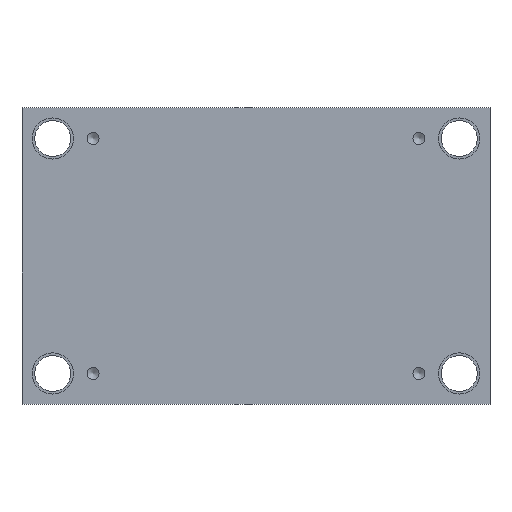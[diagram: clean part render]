
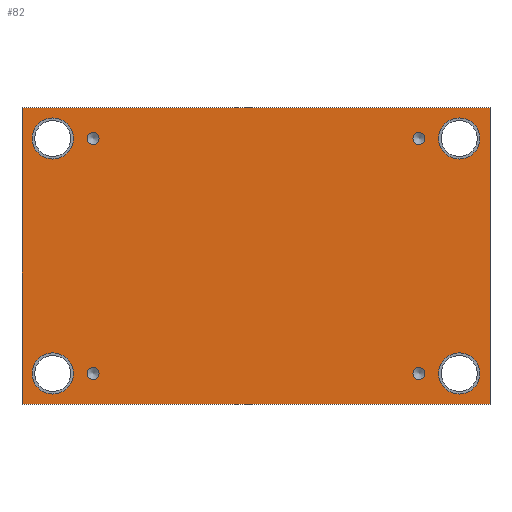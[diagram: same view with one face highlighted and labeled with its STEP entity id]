
A CAD part, top view. The second image highlights one B-rep face of the part: STEP entity #82.
In plain terms, the highlighted planar face has unit normal (0, 0, 1).
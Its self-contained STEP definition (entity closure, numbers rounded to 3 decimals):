
#82 = ADVANCED_FACE( '', ( #123, #124, #125, #126, #127, #128, #129, #130, #131 ), #132, .F. );
#123 = FACE_BOUND( '', #211, .T. );
#124 = FACE_BOUND( '', #212, .T. );
#125 = FACE_BOUND( '', #213, .T. );
#126 = FACE_BOUND( '', #214, .T. );
#127 = FACE_BOUND( '', #215, .T. );
#128 = FACE_BOUND( '', #216, .T. );
#129 = FACE_BOUND( '', #217, .T. );
#130 = FACE_BOUND( '', #218, .T. );
#131 = FACE_OUTER_BOUND( '', #219, .T. );
#132 = PLANE( '', #220 );
#211 = EDGE_LOOP( '', ( #324 ) );
#212 = EDGE_LOOP( '', ( #325 ) );
#213 = EDGE_LOOP( '', ( #326 ) );
#214 = EDGE_LOOP( '', ( #327 ) );
#215 = EDGE_LOOP( '', ( #328 ) );
#216 = EDGE_LOOP( '', ( #329 ) );
#217 = EDGE_LOOP( '', ( #330 ) );
#218 = EDGE_LOOP( '', ( #331 ) );
#219 = EDGE_LOOP( '', ( #332, #333, #334, #335 ) );
#220 = AXIS2_PLACEMENT_3D( '', #336, #337, #338 );
#324 = ORIENTED_EDGE( '', *, *, #459, .T. );
#325 = ORIENTED_EDGE( '', *, *, #460, .T. );
#326 = ORIENTED_EDGE( '', *, *, #461, .T. );
#327 = ORIENTED_EDGE( '', *, *, #462, .T. );
#328 = ORIENTED_EDGE( '', *, *, #463, .T. );
#329 = ORIENTED_EDGE( '', *, *, #464, .T. );
#330 = ORIENTED_EDGE( '', *, *, #465, .T. );
#331 = ORIENTED_EDGE( '', *, *, #466, .T. );
#332 = ORIENTED_EDGE( '', *, *, #441, .T. );
#333 = ORIENTED_EDGE( '', *, *, #455, .T. );
#334 = ORIENTED_EDGE( '', *, *, #458, .T. );
#335 = ORIENTED_EDGE( '', *, *, #456, .T. );
#336 = CARTESIAN_POINT( '', ( 272.85, 172.85, 36. ) );
#337 = DIRECTION( '', ( 0., 0., -1. ) );
#338 = DIRECTION( '', ( -1., 0., 0. ) );
#441 = EDGE_CURVE( '', #484, #482, #485, .T. );
#455 = EDGE_CURVE( '', #482, #508, #510, .T. );
#456 = EDGE_CURVE( '', #511, #484, #512, .T. );
#458 = EDGE_CURVE( '', #508, #511, #514, .T. );
#459 = EDGE_CURVE( '', #515, #515, #516, .T. );
#460 = EDGE_CURVE( '', #517, #517, #518, .T. );
#461 = EDGE_CURVE( '', #519, #519, #520, .T. );
#462 = EDGE_CURVE( '', #521, #521, #522, .T. );
#463 = EDGE_CURVE( '', #523, #523, #524, .T. );
#464 = EDGE_CURVE( '', #525, #525, #526, .T. );
#465 = EDGE_CURVE( '', #527, #527, #528, .T. );
#466 = EDGE_CURVE( '', #529, #529, #530, .T. );
#482 = VERTEX_POINT( '', #559 );
#484 = VERTEX_POINT( '', #562 );
#485 = LINE( '', #563, #564 );
#508 = VERTEX_POINT( '', #591 );
#510 = LINE( '', #594, #595 );
#511 = VERTEX_POINT( '', #596 );
#512 = LINE( '', #597, #598 );
#514 = LINE( '', #601, #602 );
#515 = VERTEX_POINT( '', #603 );
#516 = CIRCLE( '', #604, 7. );
#517 = VERTEX_POINT( '', #605 );
#518 = CIRCLE( '', #606, 7. );
#519 = VERTEX_POINT( '', #607 );
#520 = CIRCLE( '', #608, 7. );
#521 = VERTEX_POINT( '', #609 );
#522 = CIRCLE( '', #610, 7. );
#523 = VERTEX_POINT( '', #611 );
#524 = CIRCLE( '', #612, 24. );
#525 = VERTEX_POINT( '', #613 );
#526 = CIRCLE( '', #614, 24. );
#527 = VERTEX_POINT( '', #615 );
#528 = CIRCLE( '', #616, 24. );
#529 = VERTEX_POINT( '', #617 );
#530 = CIRCLE( '', #618, 24. );
#559 = CARTESIAN_POINT( '', ( -272.85, 172.85, 36. ) );
#562 = CARTESIAN_POINT( '', ( 272.85, 172.85, 36. ) );
#563 = CARTESIAN_POINT( '', ( 272.85, 172.85, 36. ) );
#564 = VECTOR( '', #645, 1000. );
#591 = CARTESIAN_POINT( '', ( -272.85, -172.85, 36. ) );
#594 = CARTESIAN_POINT( '', ( -272.85, 172.85, 36. ) );
#595 = VECTOR( '', #675, 1000. );
#596 = CARTESIAN_POINT( '', ( 272.85, -172.85, 36. ) );
#597 = CARTESIAN_POINT( '', ( 272.85, -172.85, 36. ) );
#598 = VECTOR( '', #676, 1000. );
#601 = CARTESIAN_POINT( '', ( -272.85, -172.85, 36. ) );
#602 = VECTOR( '', #678, 1000. );
#603 = CARTESIAN_POINT( '', ( -190., -144., 36. ) );
#604 = AXIS2_PLACEMENT_3D( '', #679, #680, #681 );
#605 = CARTESIAN_POINT( '', ( 190., -144., 36. ) );
#606 = AXIS2_PLACEMENT_3D( '', #682, #683, #684 );
#607 = CARTESIAN_POINT( '', ( 190., 130., 36. ) );
#608 = AXIS2_PLACEMENT_3D( '', #685, #686, #687 );
#609 = CARTESIAN_POINT( '', ( -190., 130., 36. ) );
#610 = AXIS2_PLACEMENT_3D( '', #688, #689, #690 );
#611 = CARTESIAN_POINT( '', ( 237., -161., 36. ) );
#612 = AXIS2_PLACEMENT_3D( '', #691, #692, #693 );
#613 = CARTESIAN_POINT( '', ( -237., -161., 36. ) );
#614 = AXIS2_PLACEMENT_3D( '', #694, #695, #696 );
#615 = CARTESIAN_POINT( '', ( -237., 113., 36. ) );
#616 = AXIS2_PLACEMENT_3D( '', #697, #698, #699 );
#617 = CARTESIAN_POINT( '', ( 237., 113., 36. ) );
#618 = AXIS2_PLACEMENT_3D( '', #700, #701, #702 );
#645 = DIRECTION( '', ( -1., 0., 0. ) );
#675 = DIRECTION( '', ( 0., -1., 0. ) );
#676 = DIRECTION( '', ( 0., 1., 0. ) );
#678 = DIRECTION( '', ( 1., 0., 0. ) );
#679 = CARTESIAN_POINT( '', ( -190., -137., 36. ) );
#680 = DIRECTION( '', ( 0., 0., -1. ) );
#681 = DIRECTION( '', ( 0., -1., 0. ) );
#682 = CARTESIAN_POINT( '', ( 190., -137., 36. ) );
#683 = DIRECTION( '', ( 0., 0., -1. ) );
#684 = DIRECTION( '', ( 0., -1., 0. ) );
#685 = CARTESIAN_POINT( '', ( 190., 137., 36. ) );
#686 = DIRECTION( '', ( 0., 0., -1. ) );
#687 = DIRECTION( '', ( 0., -1., 0. ) );
#688 = CARTESIAN_POINT( '', ( -190., 137., 36. ) );
#689 = DIRECTION( '', ( 0., 0., -1. ) );
#690 = DIRECTION( '', ( 0., -1., 0. ) );
#691 = CARTESIAN_POINT( '', ( 237., -137., 36. ) );
#692 = DIRECTION( '', ( 0., 0., -1. ) );
#693 = DIRECTION( '', ( 0., -1., 0. ) );
#694 = CARTESIAN_POINT( '', ( -237., -137., 36. ) );
#695 = DIRECTION( '', ( 0., 0., -1. ) );
#696 = DIRECTION( '', ( 0., -1., 0. ) );
#697 = CARTESIAN_POINT( '', ( -237., 137., 36. ) );
#698 = DIRECTION( '', ( 0., 0., -1. ) );
#699 = DIRECTION( '', ( 0., -1., 0. ) );
#700 = CARTESIAN_POINT( '', ( 237., 137., 36. ) );
#701 = DIRECTION( '', ( 0., 0., -1. ) );
#702 = DIRECTION( '', ( 0., -1., 0. ) );
